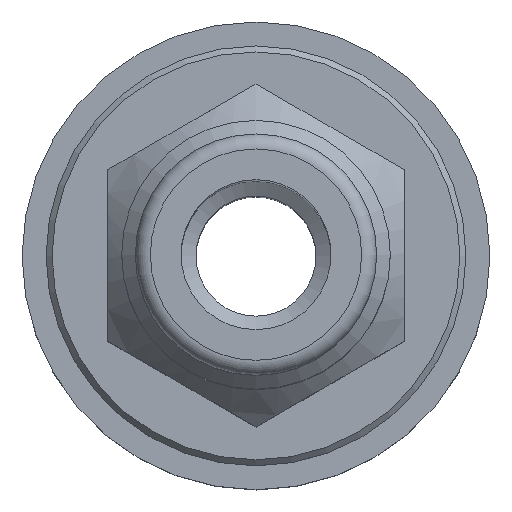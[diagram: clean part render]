
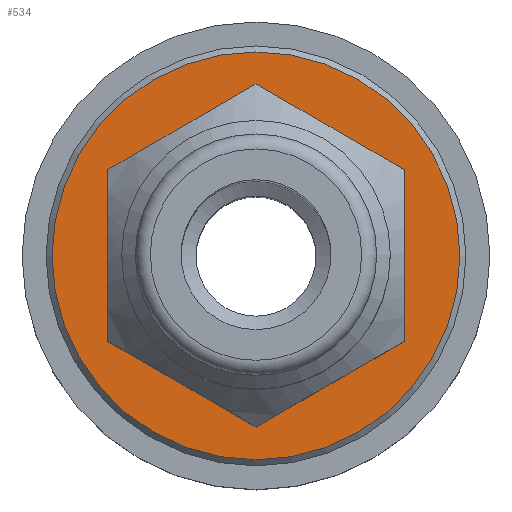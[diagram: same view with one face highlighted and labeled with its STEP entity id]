
A CAD part, top view. The second image highlights one B-rep face of the part: STEP entity #534.
In plain terms, the highlighted planar face has unit normal (0, 0, 1).
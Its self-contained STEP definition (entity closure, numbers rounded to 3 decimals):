
#32=PLANE('',#592);
#119=FACE_BOUND('',#214,.T.);
#161=FACE_OUTER_BOUND('',#213,.T.);
#213=EDGE_LOOP('',(#454));
#214=EDGE_LOOP('',(#455));
#271=CIRCLE('',#576,4.85);
#276=CIRCLE('',#591,6.8);
#318=VERTEX_POINT('',#870);
#323=VERTEX_POINT('',#896);
#365=EDGE_CURVE('',#318,#318,#271,.T.);
#376=EDGE_CURVE('',#323,#323,#276,.T.);
#454=ORIENTED_EDGE('',*,*,#376,.F.);
#455=ORIENTED_EDGE('',*,*,#365,.F.);
#534=ADVANCED_FACE('',(#161,#119),#32,.F.);
#576=AXIS2_PLACEMENT_3D('',#871,#667,#668);
#591=AXIS2_PLACEMENT_3D('',#897,#703,#704);
#592=AXIS2_PLACEMENT_3D('',#898,#705,#706);
#667=DIRECTION('center_axis',(0.,0.,1.));
#668=DIRECTION('ref_axis',(0.,1.,0.));
#703=DIRECTION('center_axis',(0.,0.,-1.));
#704=DIRECTION('ref_axis',(0.,1.,0.));
#705=DIRECTION('center_axis',(0.,0.,-1.));
#706=DIRECTION('ref_axis',(-1.,0.,0.));
#870=CARTESIAN_POINT('',(-21.167,7.896,4.5));
#871=CARTESIAN_POINT('Origin',(-21.167,3.046,4.5));
#896=CARTESIAN_POINT('',(-21.167,-3.754,4.5));
#897=CARTESIAN_POINT('Origin',(-21.167,3.046,4.5));
#898=CARTESIAN_POINT('Origin',(-21.167,14.501,4.5));
